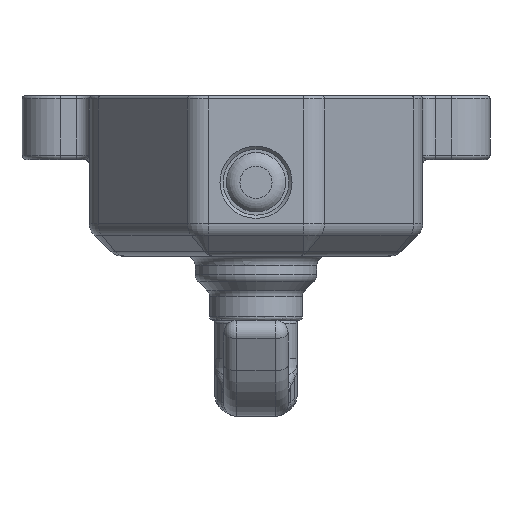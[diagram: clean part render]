
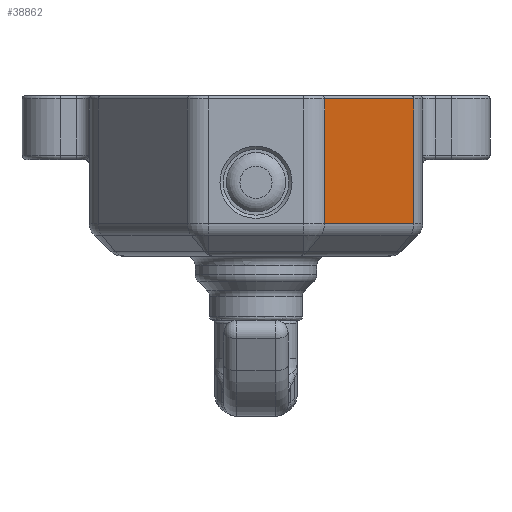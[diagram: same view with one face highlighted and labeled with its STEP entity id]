
A CAD part, front view. The second image highlights one B-rep face of the part: STEP entity #38862.
In plain terms, the highlighted planar face has unit normal (0.819, -0.574, 0).
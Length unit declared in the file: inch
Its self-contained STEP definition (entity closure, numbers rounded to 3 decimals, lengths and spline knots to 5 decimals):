
#4238 = VERTEX_POINT ( 'NONE', #69278 ) ;
#9497 = VERTEX_POINT ( 'NONE', #52481 ) ;
#9735 = EDGE_LOOP ( 'NONE', ( #27710, #70536, #16131, #54264 ) ) ;
#10397 = CARTESIAN_POINT ( 'NONE',  ( 11.5508, 23.24652, 34.27267 ) ) ;
#14048 = DIRECTION ( 'NONE',  ( -0.819, 0.574, 0. ) ) ;
#14883 = VECTOR ( 'NONE', #26184, 39.37008 ) ;
#16131 = ORIENTED_EDGE ( 'NONE', *, *, #36633, .F. ) ;
#16466 = DIRECTION ( 'NONE',  ( 0.574, 0.819, 0. ) ) ;
#21293 = FACE_OUTER_BOUND ( 'NONE', #9735, .T. ) ;
#21484 = DIRECTION ( 'NONE',  ( -0.574, -0.819, 0. ) ) ;
#25143 = VERTEX_POINT ( 'NONE', #52982 ) ;
#26184 = DIRECTION ( 'NONE',  ( 0., 0., 1. ) ) ;
#27187 = CARTESIAN_POINT ( 'NONE',  ( 11.45675, 23.11221, 32.70067 ) ) ;
#27685 = VECTOR ( 'NONE', #16466, 39.37008 ) ;
#27710 = ORIENTED_EDGE ( 'NONE', *, *, #73831, .F. ) ;
#30190 = VERTEX_POINT ( 'NONE', #72895 ) ;
#30643 = EDGE_CURVE ( 'NONE', #25143, #4238, #67809, .T. ) ;
#31544 = LINE ( 'NONE', #10397, #14883 ) ;
#33097 = DIRECTION ( 'NONE',  ( -0.574, -0.819, 0. ) ) ;
#35185 = CARTESIAN_POINT ( 'NONE',  ( 12.64917, 24.81516, 34.27267 ) ) ;
#36633 = EDGE_CURVE ( 'NONE', #4238, #9497, #31544, .T. ) ;
#38470 = PLANE ( 'NONE',  #56635 ) ;
#38862 = ADVANCED_FACE ( 'NONE', ( #21293 ), #38470, .F. ) ;
#42076 = LINE ( 'NONE', #35185, #52647 ) ;
#47450 = DIRECTION ( 'NONE',  ( 0., 0., -1. ) ) ;
#51175 = EDGE_CURVE ( 'NONE', #9497, #30190, #75029, .T. ) ;
#52481 = CARTESIAN_POINT ( 'NONE',  ( 11.5508, 23.24652, 34.2333 ) ) ;
#52647 = VECTOR ( 'NONE', #47450, 39.37008 ) ;
#52982 = CARTESIAN_POINT ( 'NONE',  ( 12.64917, 24.81516, 32.70067 ) ) ;
#54264 = ORIENTED_EDGE ( 'NONE', *, *, #30643, .F. ) ;
#56144 = CARTESIAN_POINT ( 'NONE',  ( 11.45675, 23.11221, 34.27267 ) ) ;
#56635 = AXIS2_PLACEMENT_3D ( 'NONE', #56144, #14048, #33097 ) ;
#56844 = VECTOR ( 'NONE', #21484, 39.37008 ) ;
#67809 = LINE ( 'NONE', #27187, #56844 ) ;
#68905 = CARTESIAN_POINT ( 'NONE',  ( 13.31182, 25.76152, 34.2333 ) ) ;
#69278 = CARTESIAN_POINT ( 'NONE',  ( 11.5508, 23.24652, 32.70067 ) ) ;
#70536 = ORIENTED_EDGE ( 'NONE', *, *, #51175, .F. ) ;
#72895 = CARTESIAN_POINT ( 'NONE',  ( 12.64917, 24.81516, 34.2333 ) ) ;
#73831 = EDGE_CURVE ( 'NONE', #30190, #25143, #42076, .T. ) ;
#75029 = LINE ( 'NONE', #68905, #27685 ) ;
